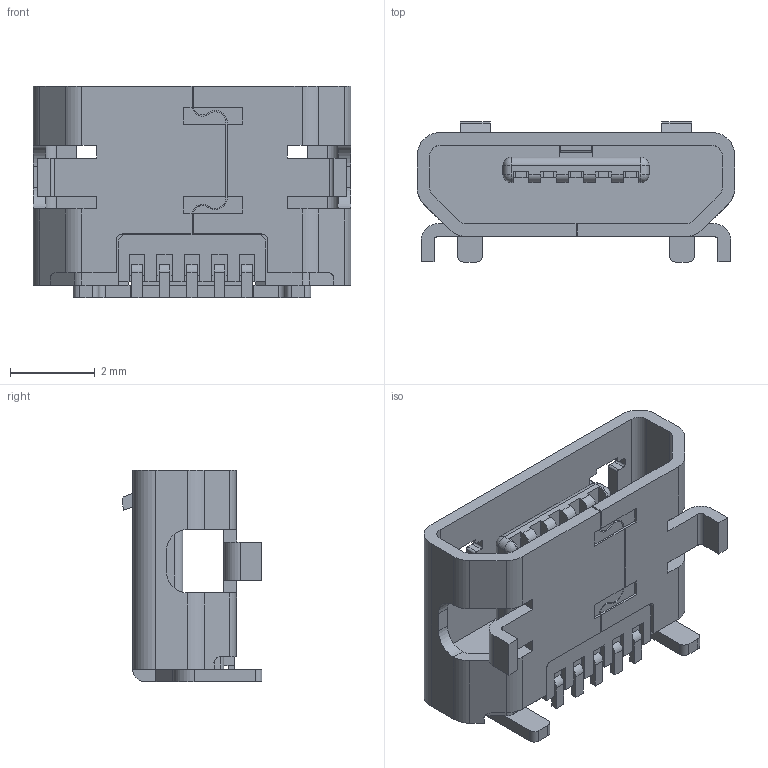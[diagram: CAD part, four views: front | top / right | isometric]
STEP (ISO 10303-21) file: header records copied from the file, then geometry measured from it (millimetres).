
FILE_DESCRIPTION(('FreeCAD Model'),'2;1');
FILE_NAME('Open CASCADE Shape Model','2021-07-27T17:40:36',('Author'),( ''),'Open CASCADE STEP processor 7.5','FreeCAD','Unknown');
FILE_SCHEMA(('AUTOMOTIVE_DESIGN { 1 0 10303 214 1 1 1 1 }'));
Length unit declared in the file: millimetre
Products named in the file (2): 1050171001; SOLID
Assembly tree (1 placements, depth 2):
  1050171001
    SOLID
Bounding box: 7.5 x 3.3 x 5 mm (x, y, z)
Volume: 41.5 mm3; surface area: 247.6 mm2
Topology: 1 solids, 1 shells, 387 faces, 1185 edges, 774 vertices
Faces by surface type: plane 272, cylinder 111, sphere 4
Entity records: 31876 total; most frequent: CARTESIAN_POINT 5578, DIRECTION 4437, LINE 3071, VECTOR 3071, ORIENTED_EDGE 2370, PCURVE 2370, DEFINITIONAL_REPRESENTATION 2370, EDGE_CURVE 1185
